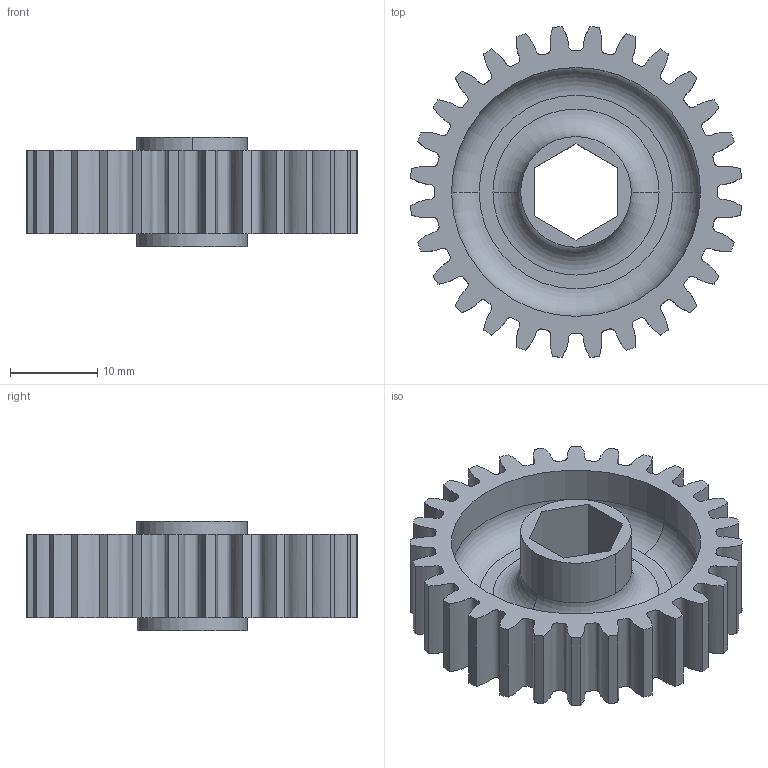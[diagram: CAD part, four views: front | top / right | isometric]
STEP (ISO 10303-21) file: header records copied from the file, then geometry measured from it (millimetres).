
FILE_DESCRIPTION (( 'STEP AP214' ), '1' );
FILE_NAME ('WCP-0546 Rev1.step', '2022-12-20T22:45:09', ( '' ), ( '' ), 'SwSTEP 2.0', 'SolidWorks 2020', '' );
FILE_SCHEMA (( 'AUTOMOTIVE_DESIGN' ));
Length unit declared in the file: inch
Products named in the file (1): WCP-0546 Rev1
Bounding box: 37.97 x 37.97 x 12.6 mm (x, y, z)
Volume: 5583.2 mm3; surface area: 5254.8 mm2
Topology: 1 solids, 1 shells, 78 faces, 220 edges, 146 vertices
Faces by surface type: cylinder 33, bspline 28, plane 13, torus 4
Entity records: 12724 total; most frequent: CARTESIAN_POINT 10777, ORIENTED_EDGE 440, DIRECTION 342, EDGE_CURVE 220, VERTEX_POINT 146, AXIS2_PLACEMENT_3D 127, VECTOR 88, LINE 88
